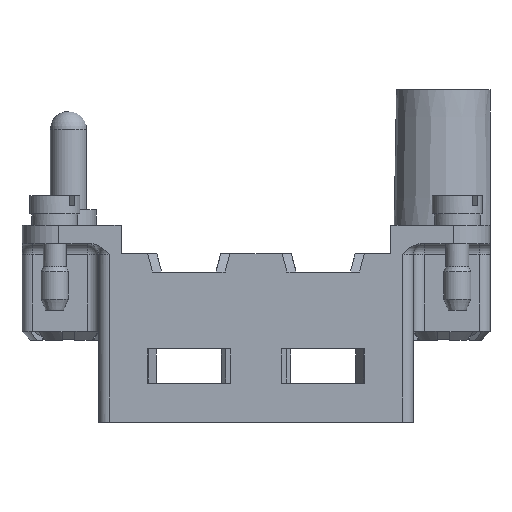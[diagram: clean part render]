
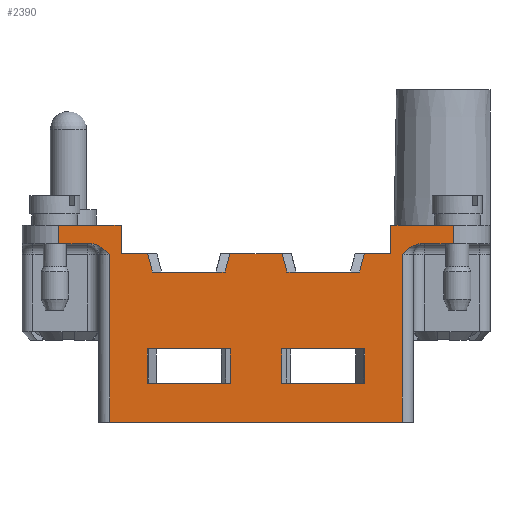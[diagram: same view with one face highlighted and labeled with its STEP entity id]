
A CAD part, front view. The second image highlights one B-rep face of the part: STEP entity #2390.
In plain terms, the highlighted planar face has unit normal (0, -1, 0).
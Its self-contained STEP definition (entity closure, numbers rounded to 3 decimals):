
#1915=PLANE('',#12882);
#2390=ADVANCED_FACE('',(#2975,#2976,#2977),#1915,.F.);
#2975=FACE_BOUND('',#3232,.T.);
#2976=FACE_BOUND('',#3233,.T.);
#2977=FACE_BOUND('',#3234,.T.);
#3232=EDGE_LOOP('',(#4428,#4429,#4430,#4431,#4432,#4433,#4434,#4435,#4436,
#4437,#4438,#4439,#4440,#4441,#4442,#4443,#4444,#4445,#4446,#4447,#4448,
#4449));
#3233=EDGE_LOOP('',(#4450,#4451,#4452,#4453));
#3234=EDGE_LOOP('',(#4454,#4455,#4456,#4457));
#4428=ORIENTED_EDGE('',*,*,#8229,.T.);
#4429=ORIENTED_EDGE('',*,*,#8307,.T.);
#4430=ORIENTED_EDGE('',*,*,#8308,.T.);
#4431=ORIENTED_EDGE('',*,*,#8309,.F.);
#4432=ORIENTED_EDGE('',*,*,#8310,.T.);
#4433=ORIENTED_EDGE('',*,*,#8311,.T.);
#4434=ORIENTED_EDGE('',*,*,#8312,.F.);
#4435=ORIENTED_EDGE('',*,*,#8313,.F.);
#4436=ORIENTED_EDGE('',*,*,#8184,.T.);
#4437=ORIENTED_EDGE('',*,*,#8314,.T.);
#4438=ORIENTED_EDGE('',*,*,#8315,.F.);
#4439=ORIENTED_EDGE('',*,*,#8316,.F.);
#4440=ORIENTED_EDGE('',*,*,#8317,.F.);
#4441=ORIENTED_EDGE('',*,*,#8318,.F.);
#4442=ORIENTED_EDGE('',*,*,#8319,.F.);
#4443=ORIENTED_EDGE('',*,*,#8320,.F.);
#4444=ORIENTED_EDGE('',*,*,#8321,.F.);
#4445=ORIENTED_EDGE('',*,*,#8322,.F.);
#4446=ORIENTED_EDGE('',*,*,#8323,.F.);
#4447=ORIENTED_EDGE('',*,*,#8273,.F.);
#4448=ORIENTED_EDGE('',*,*,#8226,.F.);
#4449=ORIENTED_EDGE('',*,*,#8324,.T.);
#4450=ORIENTED_EDGE('',*,*,#8325,.F.);
#4451=ORIENTED_EDGE('',*,*,#8326,.F.);
#4452=ORIENTED_EDGE('',*,*,#8327,.F.);
#4453=ORIENTED_EDGE('',*,*,#8328,.F.);
#4454=ORIENTED_EDGE('',*,*,#8329,.F.);
#4455=ORIENTED_EDGE('',*,*,#8330,.F.);
#4456=ORIENTED_EDGE('',*,*,#8331,.F.);
#4457=ORIENTED_EDGE('',*,*,#8332,.F.);
#7140=VERTEX_POINT('',#18490);
#7141=VERTEX_POINT('',#18492);
#7171=VERTEX_POINT('',#18615);
#7175=VERTEX_POINT('',#18622);
#7178=VERTEX_POINT('',#18629);
#7179=VERTEX_POINT('',#18631);
#7192=VERTEX_POINT('',#18670);
#7231=VERTEX_POINT('',#18817);
#7232=VERTEX_POINT('',#18819);
#7233=VERTEX_POINT('',#18821);
#7234=VERTEX_POINT('',#18823);
#7235=VERTEX_POINT('',#18830);
#7236=VERTEX_POINT('',#18832);
#7237=VERTEX_POINT('',#18835);
#7238=VERTEX_POINT('',#18837);
#7239=VERTEX_POINT('',#18839);
#7240=VERTEX_POINT('',#18841);
#7241=VERTEX_POINT('',#18843);
#7242=VERTEX_POINT('',#18845);
#7243=VERTEX_POINT('',#18847);
#7244=VERTEX_POINT('',#18849);
#7245=VERTEX_POINT('',#18851);
#7246=VERTEX_POINT('',#18855);
#7247=VERTEX_POINT('',#18856);
#7248=VERTEX_POINT('',#18858);
#7249=VERTEX_POINT('',#18860);
#7250=VERTEX_POINT('',#18863);
#7251=VERTEX_POINT('',#18864);
#7252=VERTEX_POINT('',#18866);
#7253=VERTEX_POINT('',#18868);
#8184=EDGE_CURVE('',#7141,#7140,#10237,.T.);
#8226=EDGE_CURVE('',#7175,#7171,#10270,.T.);
#8229=EDGE_CURVE('',#7179,#7178,#10272,.T.);
#8273=EDGE_CURVE('',#7171,#7192,#10305,.T.);
#8307=EDGE_CURVE('',#7178,#7231,#9339,.T.);
#8308=EDGE_CURVE('',#7231,#7232,#10335,.T.);
#8309=EDGE_CURVE('',#7233,#7232,#10336,.T.);
#8310=EDGE_CURVE('',#7233,#7234,#10337,.T.);
#8311=EDGE_CURVE('',#7234,#7235,#9340,.T.);
#8312=EDGE_CURVE('',#7236,#7235,#10338,.T.);
#8313=EDGE_CURVE('',#7141,#7236,#10339,.T.);
#8314=EDGE_CURVE('',#7140,#7237,#10340,.T.);
#8315=EDGE_CURVE('',#7238,#7237,#10341,.T.);
#8316=EDGE_CURVE('',#7239,#7238,#10342,.T.);
#8317=EDGE_CURVE('',#7240,#7239,#10343,.T.);
#8318=EDGE_CURVE('',#7241,#7240,#10344,.T.);
#8319=EDGE_CURVE('',#7242,#7241,#10345,.T.);
#8320=EDGE_CURVE('',#7243,#7242,#10346,.T.);
#8321=EDGE_CURVE('',#7244,#7243,#10347,.T.);
#8322=EDGE_CURVE('',#7245,#7244,#10348,.T.);
#8323=EDGE_CURVE('',#7192,#7245,#10349,.T.);
#8324=EDGE_CURVE('',#7175,#7179,#10350,.T.);
#8325=EDGE_CURVE('',#7246,#7247,#10351,.T.);
#8326=EDGE_CURVE('',#7248,#7246,#10352,.T.);
#8327=EDGE_CURVE('',#7249,#7248,#10353,.T.);
#8328=EDGE_CURVE('',#7247,#7249,#10354,.T.);
#8329=EDGE_CURVE('',#7250,#7251,#10355,.T.);
#8330=EDGE_CURVE('',#7252,#7250,#10356,.T.);
#8331=EDGE_CURVE('',#7253,#7252,#10357,.T.);
#8332=EDGE_CURVE('',#7251,#7253,#10358,.T.);
#9339=B_SPLINE_CURVE_WITH_KNOTS('',3,(#18811,#18812,#18813,#18814,#18815,
#18816),.UNSPECIFIED.,.F.,.F.,(4,2,4),(0.,0.5,1.),.UNSPECIFIED.);
#9340=B_SPLINE_CURVE_WITH_KNOTS('',3,(#18824,#18825,#18826,#18827,#18828,
#18829),.UNSPECIFIED.,.F.,.F.,(4,2,4),(0.,0.5,1.),.UNSPECIFIED.);
#10237=LINE('',#18491,#11419);
#10270=LINE('',#18623,#11452);
#10272=LINE('',#18630,#11454);
#10305=LINE('',#18713,#11487);
#10335=LINE('',#18818,#11517);
#10336=LINE('',#18820,#11518);
#10337=LINE('',#18822,#11519);
#10338=LINE('',#18831,#11520);
#10339=LINE('',#18833,#11521);
#10340=LINE('',#18834,#11522);
#10341=LINE('',#18836,#11523);
#10342=LINE('',#18838,#11524);
#10343=LINE('',#18840,#11525);
#10344=LINE('',#18842,#11526);
#10345=LINE('',#18844,#11527);
#10346=LINE('',#18846,#11528);
#10347=LINE('',#18848,#11529);
#10348=LINE('',#18850,#11530);
#10349=LINE('',#18852,#11531);
#10350=LINE('',#18853,#11532);
#10351=LINE('',#18854,#11533);
#10352=LINE('',#18857,#11534);
#10353=LINE('',#18859,#11535);
#10354=LINE('',#18861,#11536);
#10355=LINE('',#18862,#11537);
#10356=LINE('',#18865,#11538);
#10357=LINE('',#18867,#11539);
#10358=LINE('',#18869,#11540);
#11419=VECTOR('',#14095,1.);
#11452=VECTOR('',#14150,1.);
#11454=VECTOR('',#14156,1.);
#11487=VECTOR('',#14223,1.);
#11517=VECTOR('',#14273,1.);
#11518=VECTOR('',#14274,1.);
#11519=VECTOR('',#14275,1.);
#11520=VECTOR('',#14276,1.);
#11521=VECTOR('',#14277,1.);
#11522=VECTOR('',#14278,1.);
#11523=VECTOR('',#14279,1.);
#11524=VECTOR('',#14280,1.);
#11525=VECTOR('',#14281,1.);
#11526=VECTOR('',#14282,1.);
#11527=VECTOR('',#14283,1.);
#11528=VECTOR('',#14284,1.);
#11529=VECTOR('',#14285,1.);
#11530=VECTOR('',#14286,1.);
#11531=VECTOR('',#14287,1.);
#11532=VECTOR('',#14288,1.);
#11533=VECTOR('',#14289,1.);
#11534=VECTOR('',#14290,1.);
#11535=VECTOR('',#14291,1.);
#11536=VECTOR('',#14292,1.);
#11537=VECTOR('',#14293,1.);
#11538=VECTOR('',#14294,1.);
#11539=VECTOR('',#14295,1.);
#11540=VECTOR('',#14296,1.);
#12882=AXIS2_PLACEMENT_3D('',#18870,#14297,#14298);
#14095=DIRECTION('',(-1.,0.,0.));
#14150=DIRECTION('',(1.,0.,0.));
#14156=DIRECTION('',(1.,0.,0.));
#14223=DIRECTION('',(0.,0.,-1.));
#14273=DIRECTION('',(0.,0.,-1.));
#14274=DIRECTION('',(-1.,0.,0.));
#14275=DIRECTION('',(0.,0.,1.));
#14276=DIRECTION('',(-1.,0.,0.));
#14277=DIRECTION('',(0.,0.,-1.));
#14278=DIRECTION('',(0.,0.,-1.));
#14279=DIRECTION('',(1.,0.,0.));
#14280=DIRECTION('',(0.259,0.,0.966));
#14281=DIRECTION('',(1.,0.,0.));
#14282=DIRECTION('',(0.259,0.,-0.966));
#14283=DIRECTION('',(1.,0.,0.));
#14284=DIRECTION('',(0.259,0.,0.966));
#14285=DIRECTION('',(1.,0.,0.));
#14286=DIRECTION('',(0.259,0.,-0.966));
#14287=DIRECTION('',(1.,0.,0.));
#14288=DIRECTION('',(0.,0.,-1.));
#14289=DIRECTION('',(0.,0.,1.));
#14290=DIRECTION('',(1.,0.,0.));
#14291=DIRECTION('',(0.,0.,-1.));
#14292=DIRECTION('',(-1.,0.,0.));
#14293=DIRECTION('',(0.,0.,1.));
#14294=DIRECTION('',(1.,0.,0.));
#14295=DIRECTION('',(0.,0.,-1.));
#14296=DIRECTION('',(-1.,0.,0.));
#14297=DIRECTION('',(0.,1.,0.));
#14298=DIRECTION('',(0.,0.,-1.));
#18490=CARTESIAN_POINT('',(14.75,-17.25,2.));
#18491=CARTESIAN_POINT('',(21.575,-17.25,2.));
#18492=CARTESIAN_POINT('',(21.575,-17.25,2.));
#18615=CARTESIAN_POINT('',(-14.75,-17.25,2.));
#18622=CARTESIAN_POINT('',(-21.575,-17.25,2.));
#18623=CARTESIAN_POINT('',(-21.575,-17.25,2.));
#18629=CARTESIAN_POINT('',(-18.078,-17.25,0.));
#18630=CARTESIAN_POINT('',(-17.2,-17.25,0.));
#18631=CARTESIAN_POINT('',(-21.575,-17.25,0.));
#18670=CARTESIAN_POINT('',(-14.75,-17.25,-1.1));
#18713=CARTESIAN_POINT('',(-14.75,-17.25,2.));
#18811=CARTESIAN_POINT('',(-18.078,-17.25,0.));
#18812=CARTESIAN_POINT('',(-17.662,-17.25,0.));
#18813=CARTESIAN_POINT('',(-17.269,-17.25,-0.161));
#18814=CARTESIAN_POINT('',(-16.586,-17.25,-0.615));
#18815=CARTESIAN_POINT('',(-16.29,-17.25,-0.91));
#18816=CARTESIAN_POINT('',(-16.,-17.25,-1.2));
#18817=CARTESIAN_POINT('',(-16.,-17.25,-1.2));
#18818=CARTESIAN_POINT('',(-16.,-17.25,-19.5));
#18819=CARTESIAN_POINT('',(-16.,-17.25,-19.5));
#18820=CARTESIAN_POINT('',(17.2,-17.25,-19.5));
#18821=CARTESIAN_POINT('',(16.,-17.25,-19.5));
#18822=CARTESIAN_POINT('',(16.,-17.25,2.));
#18823=CARTESIAN_POINT('',(16.,-17.25,-1.2));
#18824=CARTESIAN_POINT('',(16.,-17.25,-1.2));
#18825=CARTESIAN_POINT('',(16.29,-17.25,-0.91));
#18826=CARTESIAN_POINT('',(16.586,-17.25,-0.615));
#18827=CARTESIAN_POINT('',(17.269,-17.25,-0.161));
#18828=CARTESIAN_POINT('',(17.662,-17.25,0.));
#18829=CARTESIAN_POINT('',(18.078,-17.25,0.));
#18830=CARTESIAN_POINT('',(18.078,-17.25,0.));
#18831=CARTESIAN_POINT('',(17.2,-17.25,0.));
#18832=CARTESIAN_POINT('',(21.575,-17.25,0.));
#18833=CARTESIAN_POINT('',(21.575,-17.25,2.));
#18834=CARTESIAN_POINT('',(14.75,-17.25,2.));
#18835=CARTESIAN_POINT('',(14.75,-17.25,-1.1));
#18836=CARTESIAN_POINT('',(11.85,-17.25,-1.1));
#18837=CARTESIAN_POINT('',(11.85,-17.25,-1.1));
#18838=CARTESIAN_POINT('',(11.314,-17.25,-3.1));
#18839=CARTESIAN_POINT('',(11.314,-17.25,-3.1));
#18840=CARTESIAN_POINT('',(3.386,-17.25,-3.1));
#18841=CARTESIAN_POINT('',(3.386,-17.25,-3.1));
#18842=CARTESIAN_POINT('',(2.85,-17.25,-1.1));
#18843=CARTESIAN_POINT('',(2.85,-17.25,-1.1));
#18844=CARTESIAN_POINT('',(-2.85,-17.25,-1.1));
#18845=CARTESIAN_POINT('',(-2.85,-17.25,-1.1));
#18846=CARTESIAN_POINT('',(-3.386,-17.25,-3.1));
#18847=CARTESIAN_POINT('',(-3.386,-17.25,-3.1));
#18848=CARTESIAN_POINT('',(-11.314,-17.25,-3.1));
#18849=CARTESIAN_POINT('',(-11.314,-17.25,-3.1));
#18850=CARTESIAN_POINT('',(-11.85,-17.25,-1.1));
#18851=CARTESIAN_POINT('',(-11.85,-17.25,-1.1));
#18852=CARTESIAN_POINT('',(-17.2,-17.25,-1.1));
#18853=CARTESIAN_POINT('',(-21.575,-17.25,2.));
#18854=CARTESIAN_POINT('',(-2.8,-17.25,-15.3));
#18855=CARTESIAN_POINT('',(-2.8,-17.25,-15.3));
#18856=CARTESIAN_POINT('',(-2.8,-17.25,-11.5));
#18857=CARTESIAN_POINT('',(-11.9,-17.25,-15.3));
#18858=CARTESIAN_POINT('',(-11.9,-17.25,-15.3));
#18859=CARTESIAN_POINT('',(-11.9,-17.25,-11.5));
#18860=CARTESIAN_POINT('',(-11.9,-17.25,-11.5));
#18861=CARTESIAN_POINT('',(-2.8,-17.25,-11.5));
#18862=CARTESIAN_POINT('',(11.9,-17.25,-15.3));
#18863=CARTESIAN_POINT('',(11.9,-17.25,-15.3));
#18864=CARTESIAN_POINT('',(11.9,-17.25,-11.5));
#18865=CARTESIAN_POINT('',(2.8,-17.25,-15.3));
#18866=CARTESIAN_POINT('',(2.8,-17.25,-15.3));
#18867=CARTESIAN_POINT('',(2.8,-17.25,-11.5));
#18868=CARTESIAN_POINT('',(2.8,-17.25,-11.5));
#18869=CARTESIAN_POINT('',(11.9,-17.25,-11.5));
#18870=CARTESIAN_POINT('',(-17.2,-17.25,2.));
